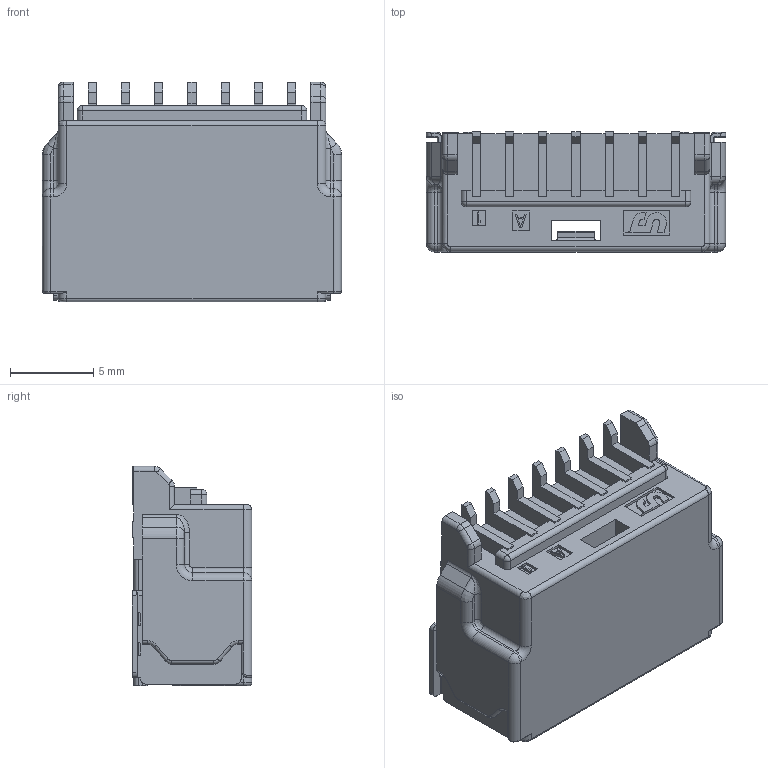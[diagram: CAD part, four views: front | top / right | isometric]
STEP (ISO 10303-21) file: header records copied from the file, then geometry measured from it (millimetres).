
FILE_DESCRIPTION((''),'2;1');
FILE_NAME('CVM_020_D_SMT_7M_H_ASSY','2020-10-16T15:34:22',('drkoo'),(''),'CREO PARAMETRIC BY PTC INC, 2017380','CREO PARAMETRIC BY PTC INC, 2017380','');
FILE_SCHEMA(('CONFIG_CONTROL_DESIGN'));
Length unit declared in the file: millimetre
Products named in the file (1): CVM_020_D_SMT_7M_H_ASSY
Bounding box: 18 x 7.2 x 13.2 mm (x, y, z)
Volume: 637.4 mm3; surface area: 1553.9 mm2
Topology: 1 solids, 1 shells, 836 faces, 2177 edges, 1306 vertices
Faces by surface type: plane 418, cylinder 278, torus 48, cone 34, sphere 32, bspline 26
Entity records: 25766 total; most frequent: CARTESIAN_POINT 5609, ORIENTED_EDGE 4266, DIRECTION 4133, EDGE_CURVE 2133, VECTOR 1439, LINE 1439, AXIS2_PLACEMENT_3D 1347, VERTEX_POINT 1306
